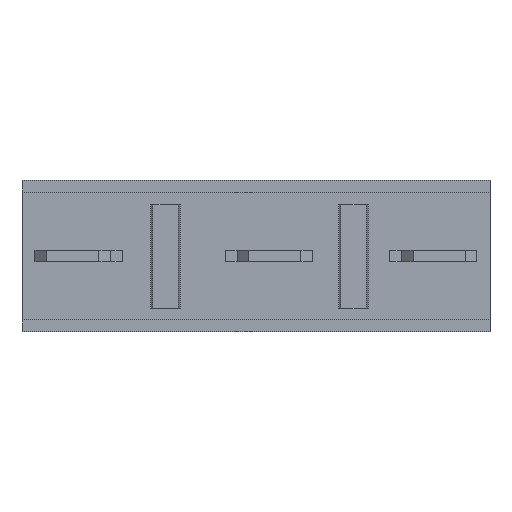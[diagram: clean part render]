
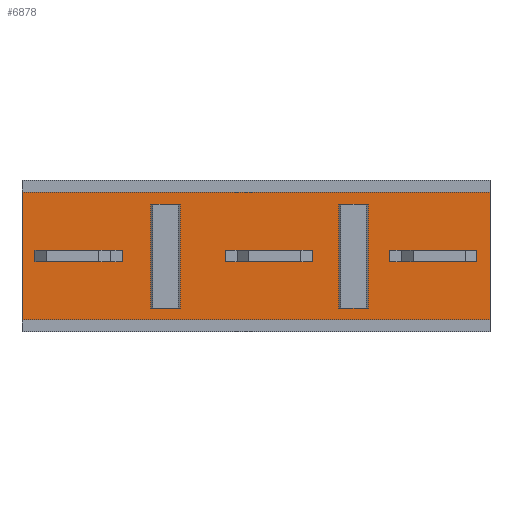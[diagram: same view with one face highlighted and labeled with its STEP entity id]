
A CAD part, front view. The second image highlights one B-rep face of the part: STEP entity #6878.
In plain terms, the highlighted planar face has unit normal (0, -1, 0).
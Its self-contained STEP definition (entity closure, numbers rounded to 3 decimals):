
#283=FACE_BOUND('',#993,.T.);
#284=FACE_BOUND('',#994,.T.);
#285=FACE_BOUND('',#995,.T.);
#286=FACE_BOUND('',#996,.T.);
#287=FACE_BOUND('',#997,.T.);
#607=FACE_OUTER_BOUND('',#992,.T.);
#992=EDGE_LOOP('',(#5068,#5069,#5070,#5071));
#993=EDGE_LOOP('',(#5072,#5073,#5074,#5075));
#994=EDGE_LOOP('',(#5076,#5077,#5078,#5079));
#995=EDGE_LOOP('',(#5080,#5081,#5082,#5083));
#996=EDGE_LOOP('',(#5084,#5085,#5086,#5087));
#997=EDGE_LOOP('',(#5088,#5089,#5090,#5091));
#1293=LINE('',#9524,#2024);
#1307=LINE('',#9556,#2038);
#1318=LINE('',#9577,#2049);
#1319=LINE('',#9579,#2050);
#1330=LINE('',#9603,#2061);
#1344=LINE('',#9635,#2075);
#1355=LINE('',#9656,#2086);
#1356=LINE('',#9658,#2087);
#1367=LINE('',#9682,#2098);
#1381=LINE('',#9714,#2112);
#1392=LINE('',#9735,#2123);
#1393=LINE('',#9737,#2124);
#1538=LINE('',#10387,#2269);
#1540=LINE('',#10393,#2271);
#1549=LINE('',#10411,#2280);
#1568=LINE('',#10450,#2299);
#1570=LINE('',#10456,#2301);
#1574=LINE('',#10464,#2305);
#1576=LINE('',#10467,#2307);
#1577=LINE('',#10468,#2308);
#1578=LINE('',#10469,#2309);
#1579=LINE('',#10470,#2310);
#1580=LINE('',#10471,#2311);
#1581=LINE('',#10472,#2312);
#2024=VECTOR('',#7715,10.);
#2038=VECTOR('',#7743,10.);
#2049=VECTOR('',#7764,10.);
#2050=VECTOR('',#7767,10.);
#2061=VECTOR('',#7784,10.);
#2075=VECTOR('',#7812,10.);
#2086=VECTOR('',#7833,10.);
#2087=VECTOR('',#7836,10.);
#2098=VECTOR('',#7853,10.);
#2112=VECTOR('',#7881,10.);
#2123=VECTOR('',#7902,10.);
#2124=VECTOR('',#7905,10.);
#2269=VECTOR('',#8254,10.);
#2271=VECTOR('',#8258,10.);
#2280=VECTOR('',#8271,10.);
#2299=VECTOR('',#8298,10.);
#2301=VECTOR('',#8302,10.);
#2305=VECTOR('',#8308,10.);
#2307=VECTOR('',#8312,10.);
#2308=VECTOR('',#8313,10.);
#2309=VECTOR('',#8314,10.);
#2310=VECTOR('',#8315,10.);
#2311=VECTOR('',#8316,10.);
#2312=VECTOR('',#8317,10.);
#2753=VERTEX_POINT('',#9521);
#2754=VERTEX_POINT('',#9523);
#2765=VERTEX_POINT('',#9555);
#2770=VERTEX_POINT('',#9575);
#2779=VERTEX_POINT('',#9600);
#2780=VERTEX_POINT('',#9602);
#2791=VERTEX_POINT('',#9634);
#2796=VERTEX_POINT('',#9654);
#2805=VERTEX_POINT('',#9679);
#2806=VERTEX_POINT('',#9681);
#2817=VERTEX_POINT('',#9713);
#2822=VERTEX_POINT('',#9733);
#2999=VERTEX_POINT('',#10381);
#3001=VERTEX_POINT('',#10385);
#3002=VERTEX_POINT('',#10389);
#3004=VERTEX_POINT('',#10392);
#3010=VERTEX_POINT('',#10407);
#3011=VERTEX_POINT('',#10409);
#3025=VERTEX_POINT('',#10444);
#3027=VERTEX_POINT('',#10448);
#3028=VERTEX_POINT('',#10452);
#3030=VERTEX_POINT('',#10455);
#3032=VERTEX_POINT('',#10461);
#3033=VERTEX_POINT('',#10463);
#3431=EDGE_CURVE('',#2754,#2753,#1293,.T.);
#3447=EDGE_CURVE('',#2765,#2754,#1307,.T.);
#3458=EDGE_CURVE('',#2753,#2770,#1318,.T.);
#3459=EDGE_CURVE('',#2770,#2765,#1319,.T.);
#3470=EDGE_CURVE('',#2780,#2779,#1330,.T.);
#3486=EDGE_CURVE('',#2791,#2780,#1344,.T.);
#3497=EDGE_CURVE('',#2779,#2796,#1355,.T.);
#3498=EDGE_CURVE('',#2796,#2791,#1356,.T.);
#3509=EDGE_CURVE('',#2806,#2805,#1367,.T.);
#3525=EDGE_CURVE('',#2817,#2806,#1381,.T.);
#3536=EDGE_CURVE('',#2805,#2822,#1392,.T.);
#3537=EDGE_CURVE('',#2822,#2817,#1393,.T.);
#3765=EDGE_CURVE('',#2999,#3001,#1538,.T.);
#3767=EDGE_CURVE('',#3004,#3002,#1540,.T.);
#3776=EDGE_CURVE('',#3010,#3011,#1549,.T.);
#3795=EDGE_CURVE('',#3027,#3025,#1568,.T.);
#3797=EDGE_CURVE('',#3028,#3030,#1570,.T.);
#3801=EDGE_CURVE('',#3033,#3032,#1574,.T.);
#3803=EDGE_CURVE('',#3011,#3033,#1576,.T.);
#3804=EDGE_CURVE('',#3010,#3032,#1577,.T.);
#3805=EDGE_CURVE('',#3002,#3025,#1578,.T.);
#3806=EDGE_CURVE('',#3027,#3004,#1579,.T.);
#3807=EDGE_CURVE('',#3001,#3030,#1580,.T.);
#3808=EDGE_CURVE('',#2999,#3028,#1581,.T.);
#5068=ORIENTED_EDGE('',*,*,#3776,.T.);
#5069=ORIENTED_EDGE('',*,*,#3803,.T.);
#5070=ORIENTED_EDGE('',*,*,#3801,.T.);
#5071=ORIENTED_EDGE('',*,*,#3804,.F.);
#5072=ORIENTED_EDGE('',*,*,#3431,.T.);
#5073=ORIENTED_EDGE('',*,*,#3458,.T.);
#5074=ORIENTED_EDGE('',*,*,#3459,.T.);
#5075=ORIENTED_EDGE('',*,*,#3447,.T.);
#5076=ORIENTED_EDGE('',*,*,#3470,.T.);
#5077=ORIENTED_EDGE('',*,*,#3497,.T.);
#5078=ORIENTED_EDGE('',*,*,#3498,.T.);
#5079=ORIENTED_EDGE('',*,*,#3486,.T.);
#5080=ORIENTED_EDGE('',*,*,#3509,.T.);
#5081=ORIENTED_EDGE('',*,*,#3536,.T.);
#5082=ORIENTED_EDGE('',*,*,#3537,.T.);
#5083=ORIENTED_EDGE('',*,*,#3525,.T.);
#5084=ORIENTED_EDGE('',*,*,#3805,.T.);
#5085=ORIENTED_EDGE('',*,*,#3795,.F.);
#5086=ORIENTED_EDGE('',*,*,#3806,.T.);
#5087=ORIENTED_EDGE('',*,*,#3767,.T.);
#5088=ORIENTED_EDGE('',*,*,#3765,.T.);
#5089=ORIENTED_EDGE('',*,*,#3807,.T.);
#5090=ORIENTED_EDGE('',*,*,#3797,.F.);
#5091=ORIENTED_EDGE('',*,*,#3808,.F.);
#6616=PLANE('',#7321);
#6878=ADVANCED_FACE('',(#607,#283,#284,#285,#286,#287),#6616,.T.);
#7321=AXIS2_PLACEMENT_3D('',#10466,#8310,#8311);
#7715=DIRECTION('',(1.,0.,0.));
#7743=DIRECTION('',(0.,0.,1.));
#7764=DIRECTION('',(0.,0.,-1.));
#7767=DIRECTION('',(-1.,0.,0.));
#7784=DIRECTION('',(-1.,0.,0.));
#7812=DIRECTION('',(0.,0.,-1.));
#7833=DIRECTION('',(0.,0.,1.));
#7836=DIRECTION('',(1.,0.,0.));
#7853=DIRECTION('',(-1.,0.,0.));
#7881=DIRECTION('',(0.,0.,-1.));
#7902=DIRECTION('',(0.,0.,1.));
#7905=DIRECTION('',(1.,0.,0.));
#8254=DIRECTION('',(-1.,0.,0.));
#8258=DIRECTION('',(-1.,0.,0.));
#8271=DIRECTION('',(1.,0.,0.));
#8298=DIRECTION('',(-1.,0.,0.));
#8302=DIRECTION('',(-1.,0.,0.));
#8308=DIRECTION('',(-1.,0.,0.));
#8310=DIRECTION('center_axis',(0.,-1.,0.));
#8311=DIRECTION('ref_axis',(1.,0.,0.));
#8312=DIRECTION('',(0.,0.,1.));
#8313=DIRECTION('',(0.,0.,1.));
#8314=DIRECTION('',(0.,0.,1.));
#8315=DIRECTION('',(0.,0.,-1.));
#8316=DIRECTION('',(0.,0.,1.));
#8317=DIRECTION('',(0.,0.,1.));
#9521=CARTESIAN_POINT('',(-5.65,-5.562,0.25));
#9523=CARTESIAN_POINT('',(-9.35,-5.562,0.25));
#9524=CARTESIAN_POINT('',(-1.375,-5.563,0.25));
#9555=CARTESIAN_POINT('',(-9.35,-5.562,-0.25));
#9556=CARTESIAN_POINT('',(-9.35,-5.563,0.));
#9575=CARTESIAN_POINT('',(-5.65,-5.562,-0.25));
#9577=CARTESIAN_POINT('',(-5.65,-5.563,0.));
#9579=CARTESIAN_POINT('',(-1.375,-5.563,-0.25));
#9600=CARTESIAN_POINT('',(-1.3,-5.563,-0.25));
#9602=CARTESIAN_POINT('',(2.4,-5.563,-0.25));
#9603=CARTESIAN_POINT('',(2.65,-5.563,-0.25));
#9634=CARTESIAN_POINT('',(2.4,-5.563,0.25));
#9635=CARTESIAN_POINT('',(2.4,-5.563,0.));
#9654=CARTESIAN_POINT('',(-1.3,-5.563,0.25));
#9656=CARTESIAN_POINT('',(-1.3,-5.563,0.));
#9658=CARTESIAN_POINT('',(2.65,-5.563,0.25));
#9679=CARTESIAN_POINT('',(5.65,-5.563,-0.25));
#9681=CARTESIAN_POINT('',(9.35,-5.563,-0.25));
#9682=CARTESIAN_POINT('',(6.125,-5.563,-0.25));
#9713=CARTESIAN_POINT('',(9.35,-5.563,0.25));
#9714=CARTESIAN_POINT('',(9.35,-5.563,0.));
#9733=CARTESIAN_POINT('',(5.65,-5.563,0.25));
#9735=CARTESIAN_POINT('',(5.65,-5.563,0.));
#9737=CARTESIAN_POINT('',(6.125,-5.563,0.25));
#10381=CARTESIAN_POINT('',(4.75,-5.563,-2.2));
#10385=CARTESIAN_POINT('',(3.5,-5.563,-2.2));
#10387=CARTESIAN_POINT('',(9.9,-5.563,-2.2));
#10389=CARTESIAN_POINT('',(-4.45,-5.563,-2.2));
#10392=CARTESIAN_POINT('',(-3.2,-5.563,-2.2));
#10393=CARTESIAN_POINT('',(9.9,-5.563,-2.2));
#10407=CARTESIAN_POINT('',(-9.9,-5.563,-2.7));
#10409=CARTESIAN_POINT('',(9.9,-5.563,-2.7));
#10411=CARTESIAN_POINT('',(7.325,-5.563,-2.7));
#10444=CARTESIAN_POINT('',(-4.45,-5.563,2.2));
#10448=CARTESIAN_POINT('',(-3.2,-5.563,2.2));
#10450=CARTESIAN_POINT('',(9.9,-5.563,2.2));
#10452=CARTESIAN_POINT('',(4.75,-5.563,2.2));
#10455=CARTESIAN_POINT('',(3.5,-5.563,2.2));
#10456=CARTESIAN_POINT('',(9.9,-5.563,2.2));
#10461=CARTESIAN_POINT('',(-9.9,-5.563,2.7));
#10463=CARTESIAN_POINT('',(9.9,-5.563,2.7));
#10464=CARTESIAN_POINT('',(7.325,-5.563,2.7));
#10466=CARTESIAN_POINT('Origin',(4.75,-5.563,0.));
#10467=CARTESIAN_POINT('',(9.9,-5.563,0.));
#10468=CARTESIAN_POINT('',(-9.9,-5.563,0.));
#10469=CARTESIAN_POINT('',(-4.45,-5.563,0.));
#10470=CARTESIAN_POINT('',(-3.2,-5.563,0.));
#10471=CARTESIAN_POINT('',(3.5,-5.563,0.));
#10472=CARTESIAN_POINT('',(4.75,-5.563,0.));
